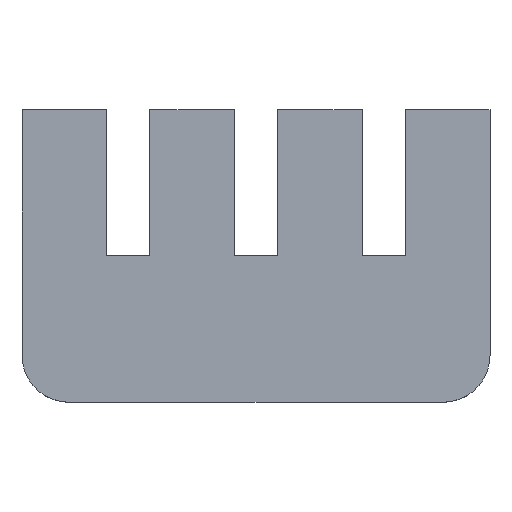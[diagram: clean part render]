
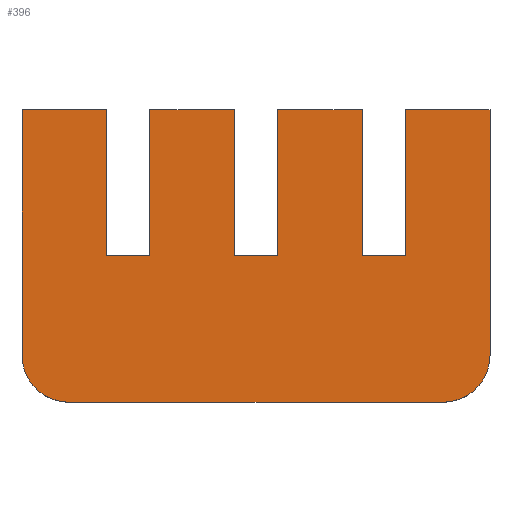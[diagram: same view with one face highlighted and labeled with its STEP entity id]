
A CAD part, top view. The second image highlights one B-rep face of the part: STEP entity #396.
In plain terms, the highlighted planar face has unit normal (0, 0, 1).
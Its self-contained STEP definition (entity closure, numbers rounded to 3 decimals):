
#32=PLANE('',#434);
#52=FACE_OUTER_BOUND('',#72,.T.);
#72=EDGE_LOOP('',(#357,#358,#359,#360,#361,#362,#363,#364,#365,#366,#367,
#368,#369,#370,#371,#372,#373,#374));
#77=LINE('',#550,#127);
#95=LINE('',#591,#145);
#98=LINE('',#596,#148);
#99=LINE('',#598,#149);
#100=LINE('',#601,#150);
#102=LINE('',#605,#152);
#104=LINE('',#609,#154);
#106=LINE('',#613,#156);
#108=LINE('',#617,#158);
#110=LINE('',#621,#160);
#112=LINE('',#625,#162);
#114=LINE('',#629,#164);
#116=LINE('',#633,#166);
#118=LINE('',#637,#168);
#120=LINE('',#641,#170);
#122=LINE('',#644,#172);
#127=VECTOR('',#449,10.);
#145=VECTOR('',#477,10.);
#148=VECTOR('',#482,10.);
#149=VECTOR('',#485,10.);
#150=VECTOR('',#488,10.);
#152=VECTOR('',#492,10.);
#154=VECTOR('',#496,10.);
#156=VECTOR('',#500,10.);
#158=VECTOR('',#504,10.);
#160=VECTOR('',#508,10.);
#162=VECTOR('',#512,10.);
#164=VECTOR('',#516,10.);
#166=VECTOR('',#520,10.);
#168=VECTOR('',#524,10.);
#170=VECTOR('',#528,10.);
#172=VECTOR('',#532,10.);
#173=CIRCLE('',#412,4.);
#176=CIRCLE('',#418,4.);
#177=VERTEX_POINT('',#537);
#178=VERTEX_POINT('',#538);
#182=VERTEX_POINT('',#548);
#198=VERTEX_POINT('',#584);
#199=VERTEX_POINT('',#585);
#200=VERTEX_POINT('',#590);
#201=VERTEX_POINT('',#594);
#202=VERTEX_POINT('',#600);
#203=VERTEX_POINT('',#604);
#204=VERTEX_POINT('',#608);
#205=VERTEX_POINT('',#612);
#206=VERTEX_POINT('',#616);
#207=VERTEX_POINT('',#620);
#208=VERTEX_POINT('',#624);
#209=VERTEX_POINT('',#628);
#210=VERTEX_POINT('',#632);
#211=VERTEX_POINT('',#636);
#212=VERTEX_POINT('',#640);
#213=EDGE_CURVE('',#177,#178,#173,.T.);
#219=EDGE_CURVE('',#177,#182,#77,.T.);
#236=EDGE_CURVE('',#198,#199,#176,.T.);
#239=EDGE_CURVE('',#200,#199,#95,.T.);
#242=EDGE_CURVE('',#182,#201,#98,.T.);
#243=EDGE_CURVE('',#198,#178,#99,.T.);
#244=EDGE_CURVE('',#202,#200,#100,.T.);
#246=EDGE_CURVE('',#203,#202,#102,.T.);
#248=EDGE_CURVE('',#204,#203,#104,.T.);
#250=EDGE_CURVE('',#205,#204,#106,.T.);
#252=EDGE_CURVE('',#206,#205,#108,.T.);
#254=EDGE_CURVE('',#207,#206,#110,.T.);
#256=EDGE_CURVE('',#208,#207,#112,.T.);
#258=EDGE_CURVE('',#209,#208,#114,.T.);
#260=EDGE_CURVE('',#210,#209,#116,.T.);
#262=EDGE_CURVE('',#211,#210,#118,.T.);
#264=EDGE_CURVE('',#212,#211,#120,.T.);
#266=EDGE_CURVE('',#201,#212,#122,.T.);
#357=ORIENTED_EDGE('',*,*,#213,.F.);
#358=ORIENTED_EDGE('',*,*,#219,.T.);
#359=ORIENTED_EDGE('',*,*,#242,.T.);
#360=ORIENTED_EDGE('',*,*,#266,.T.);
#361=ORIENTED_EDGE('',*,*,#264,.T.);
#362=ORIENTED_EDGE('',*,*,#262,.T.);
#363=ORIENTED_EDGE('',*,*,#260,.T.);
#364=ORIENTED_EDGE('',*,*,#258,.T.);
#365=ORIENTED_EDGE('',*,*,#256,.T.);
#366=ORIENTED_EDGE('',*,*,#254,.T.);
#367=ORIENTED_EDGE('',*,*,#252,.T.);
#368=ORIENTED_EDGE('',*,*,#250,.T.);
#369=ORIENTED_EDGE('',*,*,#248,.T.);
#370=ORIENTED_EDGE('',*,*,#246,.T.);
#371=ORIENTED_EDGE('',*,*,#244,.T.);
#372=ORIENTED_EDGE('',*,*,#239,.T.);
#373=ORIENTED_EDGE('',*,*,#236,.F.);
#374=ORIENTED_EDGE('',*,*,#243,.T.);
#396=ADVANCED_FACE('',(#52),#32,.T.);
#412=AXIS2_PLACEMENT_3D('',#539,#439,#440);
#418=AXIS2_PLACEMENT_3D('',#586,#471,#472);
#434=AXIS2_PLACEMENT_3D('',#645,#533,#534);
#439=DIRECTION('center_axis',(0.,0.,-1.));
#440=DIRECTION('ref_axis',(0.707,-0.707,0.));
#449=DIRECTION('',(0.,1.,0.));
#471=DIRECTION('center_axis',(0.,0.,-1.));
#472=DIRECTION('ref_axis',(-0.707,-0.707,0.));
#477=DIRECTION('',(0.,-1.,0.));
#482=DIRECTION('',(-1.,0.,0.));
#485=DIRECTION('',(1.,0.,0.));
#488=DIRECTION('',(-1.,0.,0.));
#492=DIRECTION('',(0.,1.,0.));
#496=DIRECTION('',(-1.,0.,0.));
#500=DIRECTION('',(0.,-1.,0.));
#504=DIRECTION('',(-1.,0.,0.));
#508=DIRECTION('',(0.,1.,0.));
#512=DIRECTION('',(-1.,0.,0.));
#516=DIRECTION('',(0.,-1.,0.));
#520=DIRECTION('',(-1.,0.,0.));
#524=DIRECTION('',(0.,1.,0.));
#528=DIRECTION('',(-1.,0.,0.));
#532=DIRECTION('',(0.,-1.,0.));
#533=DIRECTION('center_axis',(0.,0.,1.));
#534=DIRECTION('ref_axis',(1.,0.,0.));
#537=CARTESIAN_POINT('',(40.,-21.,4.));
#538=CARTESIAN_POINT('',(36.,-25.,4.));
#539=CARTESIAN_POINT('Origin',(36.,-21.,4.));
#548=CARTESIAN_POINT('',(40.,0.,4.));
#550=CARTESIAN_POINT('',(40.,0.,4.));
#584=CARTESIAN_POINT('',(4.,-25.,4.));
#585=CARTESIAN_POINT('',(0.,-21.,4.));
#586=CARTESIAN_POINT('Origin',(4.,-21.,4.));
#590=CARTESIAN_POINT('',(0.,0.,4.));
#591=CARTESIAN_POINT('',(0.,-25.,4.));
#594=CARTESIAN_POINT('',(32.813,0.,4.));
#596=CARTESIAN_POINT('',(0.,0.,4.));
#598=CARTESIAN_POINT('',(40.,-25.,4.));
#600=CARTESIAN_POINT('',(7.188,0.,4.));
#601=CARTESIAN_POINT('',(0.,0.,4.));
#604=CARTESIAN_POINT('',(7.188,-12.5,4.));
#605=CARTESIAN_POINT('',(7.188,-12.5,4.));
#608=CARTESIAN_POINT('',(10.938,-12.5,4.));
#609=CARTESIAN_POINT('',(10.938,-12.5,4.));
#612=CARTESIAN_POINT('',(10.938,0.,4.));
#613=CARTESIAN_POINT('',(10.938,0.,4.));
#616=CARTESIAN_POINT('',(18.125,0.,4.));
#617=CARTESIAN_POINT('',(0.,0.,4.));
#620=CARTESIAN_POINT('',(18.125,-12.5,4.));
#621=CARTESIAN_POINT('',(18.125,-12.5,4.));
#624=CARTESIAN_POINT('',(21.875,-12.5,4.));
#625=CARTESIAN_POINT('',(21.875,-12.5,4.));
#628=CARTESIAN_POINT('',(21.875,0.,4.));
#629=CARTESIAN_POINT('',(21.875,0.,4.));
#632=CARTESIAN_POINT('',(29.063,0.,4.));
#633=CARTESIAN_POINT('',(0.,0.,4.));
#636=CARTESIAN_POINT('',(29.063,-12.5,4.));
#637=CARTESIAN_POINT('',(29.063,-12.5,4.));
#640=CARTESIAN_POINT('',(32.813,-12.5,4.));
#641=CARTESIAN_POINT('',(32.813,-12.5,4.));
#644=CARTESIAN_POINT('',(32.813,0.,4.));
#645=CARTESIAN_POINT('Origin',(20.,-12.5,4.));
